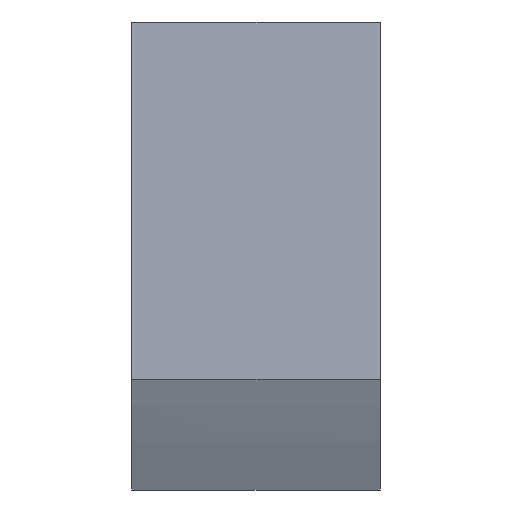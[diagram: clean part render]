
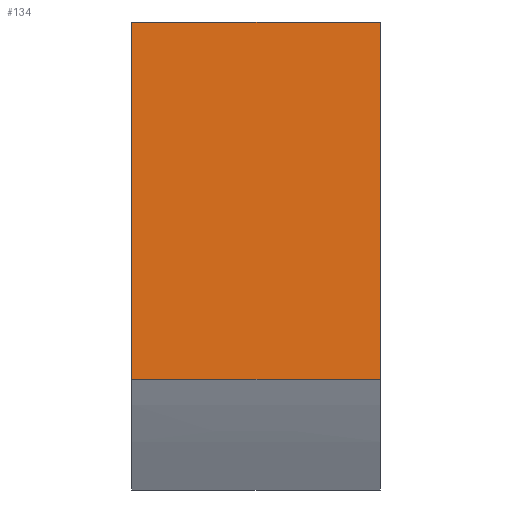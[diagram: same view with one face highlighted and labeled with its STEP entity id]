
A CAD part, left-side view. The second image highlights one B-rep face of the part: STEP entity #134.
In plain terms, the highlighted planar face has unit normal (-0.999, 0, 0.052).
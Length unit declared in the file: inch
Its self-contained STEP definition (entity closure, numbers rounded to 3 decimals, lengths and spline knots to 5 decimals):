
#21=FACE_OUTER_BOUND('',#29,.T.);
#29=EDGE_LOOP('',(#104,#105,#106,#107,#108,#109));
#38=B_SPLINE_CURVE_WITH_KNOTS('',3,(#225,#226,#227,#228,#229,#230),
 .UNSPECIFIED.,.F.,.F.,(4,2,4),(-13.92932,-6.96467,0.),
 .UNSPECIFIED.);
#39=B_SPLINE_CURVE_WITH_KNOTS('',3,(#232,#233,#234,#235,#236,#237),
 .UNSPECIFIED.,.F.,.F.,(4,2,4),(-10.16,-5.08,0.),.UNSPECIFIED.);
#40=B_SPLINE_CURVE_WITH_KNOTS('',3,(#239,#240,#241,#242,#243,#244),
 .UNSPECIFIED.,.F.,.F.,(4,2,4),(-13.92932,-6.96465,0.),
 .UNSPECIFIED.);
#46=LINE('',#193,#54);
#47=LINE('',#196,#55);
#51=LINE('',#245,#59);
#54=VECTOR('',#164,0.3937);
#55=VECTOR('',#167,0.3937);
#59=VECTOR('',#175,0.3937);
#60=VERTEX_POINT('',#180);
#63=VERTEX_POINT('',#185);
#64=VERTEX_POINT('',#195);
#69=VERTEX_POINT('',#224);
#70=VERTEX_POINT('',#231);
#71=VERTEX_POINT('',#238);
#75=EDGE_CURVE('',#63,#60,#46,.T.);
#76=EDGE_CURVE('',#64,#60,#47,.T.);
#83=EDGE_CURVE('',#69,#63,#38,.T.);
#84=EDGE_CURVE('',#70,#69,#39,.T.);
#85=EDGE_CURVE('',#71,#70,#40,.T.);
#86=EDGE_CURVE('',#64,#71,#51,.T.);
#104=ORIENTED_EDGE('',*,*,#76,.T.);
#105=ORIENTED_EDGE('',*,*,#75,.F.);
#106=ORIENTED_EDGE('',*,*,#83,.F.);
#107=ORIENTED_EDGE('',*,*,#84,.F.);
#108=ORIENTED_EDGE('',*,*,#85,.F.);
#109=ORIENTED_EDGE('',*,*,#86,.F.);
#129=PLANE('',#156);
#134=ADVANCED_FACE('',(#21),#129,.F.);
#156=AXIS2_PLACEMENT_3D('',#223,#173,#174);
#164=DIRECTION('',(0.052,0.,0.999));
#167=DIRECTION('',(0.,1.,0.));
#173=DIRECTION('center_axis',(0.999,0.,-0.052));
#174=DIRECTION('ref_axis',(-0.052,0.,-0.999));
#175=DIRECTION('',(-0.052,0.,-0.999));
#180=CARTESIAN_POINT('',(9.98102,12.,31.));
#185=CARTESIAN_POINT('',(9.96638,12.,30.72061));
#193=CARTESIAN_POINT('',(10.30681,12.,37.21649));
#195=CARTESIAN_POINT('',(9.98102,8.,31.));
#196=CARTESIAN_POINT('',(9.98102,3.,31.));
#223=CARTESIAN_POINT('Origin',(10.41016,-4.,39.18856));
#224=CARTESIAN_POINT('',(9.67937,12.,25.24414));
#225=CARTESIAN_POINT('Ctrl Pts',(9.67937,12.,25.24414));
#226=CARTESIAN_POINT('Ctrl Pts',(9.7272,12.,26.15688));
#227=CARTESIAN_POINT('Ctrl Pts',(9.77504,12.,27.06962));
#228=CARTESIAN_POINT('Ctrl Pts',(9.87071,12.,28.89511));
#229=CARTESIAN_POINT('Ctrl Pts',(9.91854,12.,29.80786));
#230=CARTESIAN_POINT('Ctrl Pts',(9.96638,12.,30.72061));
#231=CARTESIAN_POINT('',(9.67937,8.,25.24414));
#232=CARTESIAN_POINT('Ctrl Pts',(9.67937,8.,25.24414));
#233=CARTESIAN_POINT('Ctrl Pts',(9.67937,8.66667,25.24414));
#234=CARTESIAN_POINT('Ctrl Pts',(9.67937,9.33333,25.24414));
#235=CARTESIAN_POINT('Ctrl Pts',(9.67937,10.66667,25.24414));
#236=CARTESIAN_POINT('Ctrl Pts',(9.67937,11.33333,25.24414));
#237=CARTESIAN_POINT('Ctrl Pts',(9.67937,12.,25.24414));
#238=CARTESIAN_POINT('',(9.96638,8.,30.72061));
#239=CARTESIAN_POINT('Ctrl Pts',(9.96638,8.,30.72061));
#240=CARTESIAN_POINT('Ctrl Pts',(9.91854,8.,29.80786));
#241=CARTESIAN_POINT('Ctrl Pts',(9.87071,8.,28.89511));
#242=CARTESIAN_POINT('Ctrl Pts',(9.77504,8.,27.06962));
#243=CARTESIAN_POINT('Ctrl Pts',(9.7272,8.,26.15688));
#244=CARTESIAN_POINT('Ctrl Pts',(9.67937,8.,25.24414));
#245=CARTESIAN_POINT('',(10.50128,8.,40.92725));
